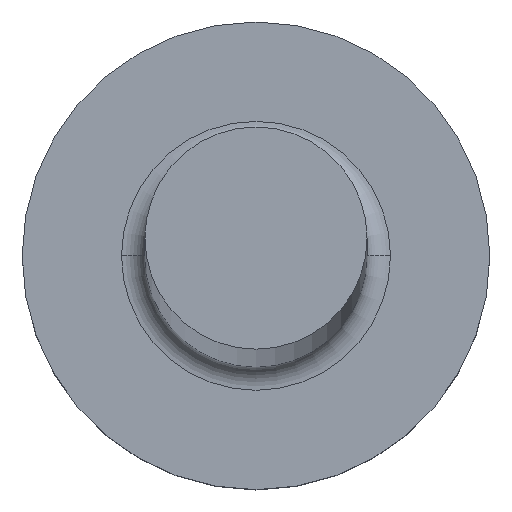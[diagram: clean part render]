
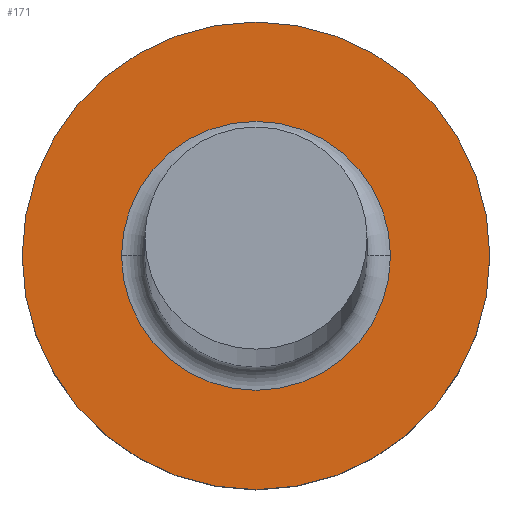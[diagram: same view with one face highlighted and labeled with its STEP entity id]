
A CAD part, top view. The second image highlights one B-rep face of the part: STEP entity #171.
In plain terms, the highlighted planar face has unit normal (0, 0, 1).
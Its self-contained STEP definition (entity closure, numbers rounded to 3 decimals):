
#20 = CARTESIAN_POINT ( 'NONE',  ( 0., 0., 1.5 ) ) ;
#21 = DIRECTION ( 'NONE',  ( 1., 0., 0. ) ) ;
#33 = CIRCLE ( 'NONE', #205, 1.15 ) ;
#35 = CIRCLE ( 'NONE', #283, 2. ) ;
#64 = FACE_BOUND ( 'NONE', #101, .T. ) ;
#66 = DIRECTION ( 'NONE',  ( 0., 0., 1. ) ) ;
#67 = AXIS2_PLACEMENT_3D ( 'NONE', #273, #248, #128 ) ;
#73 = ORIENTED_EDGE ( 'NONE', *, *, #137, .T. ) ;
#77 = ORIENTED_EDGE ( 'NONE', *, *, #247, .T. ) ;
#79 = VERTEX_POINT ( 'NONE', #227 ) ;
#80 = PLANE ( 'NONE',  #67 ) ;
#84 = DIRECTION ( 'NONE',  ( 0., 0., -1. ) ) ;
#87 = DIRECTION ( 'NONE',  ( 1., 0., 0. ) ) ;
#89 = CARTESIAN_POINT ( 'NONE',  ( 0., 0., 1.5 ) ) ;
#95 = VERTEX_POINT ( 'NONE', #107 ) ;
#101 = EDGE_LOOP ( 'NONE', ( #220, #73 ) ) ;
#107 = CARTESIAN_POINT ( 'NONE',  ( -2., 0., 1.5 ) ) ;
#116 = DIRECTION ( 'NONE',  ( 1., 0., 0. ) ) ;
#126 = ORIENTED_EDGE ( 'NONE', *, *, #242, .T. ) ;
#128 = DIRECTION ( 'NONE',  ( 1., 0., 0. ) ) ;
#130 = VERTEX_POINT ( 'NONE', #301 ) ;
#137 = EDGE_CURVE ( 'NONE', #79, #150, #33, .T. ) ;
#138 = CARTESIAN_POINT ( 'NONE',  ( 0., 0., 1.5 ) ) ;
#150 = VERTEX_POINT ( 'NONE', #175 ) ;
#156 = FACE_OUTER_BOUND ( 'NONE', #289, .T. ) ;
#158 = DIRECTION ( 'NONE',  ( 1., 0., 0. ) ) ;
#160 = DIRECTION ( 'NONE',  ( 0., 0., 1. ) ) ;
#171 = ADVANCED_FACE ( 'NONE', ( #64, #156 ), #80, .T. ) ;
#175 = CARTESIAN_POINT ( 'NONE',  ( 1.15, 0., 1.5 ) ) ;
#205 = AXIS2_PLACEMENT_3D ( 'NONE', #297, #84, #87 ) ;
#207 = AXIS2_PLACEMENT_3D ( 'NONE', #20, #212, #21 ) ;
#212 = DIRECTION ( 'NONE',  ( 0., 0., -1. ) ) ;
#213 = AXIS2_PLACEMENT_3D ( 'NONE', #138, #66, #158 ) ;
#220 = ORIENTED_EDGE ( 'NONE', *, *, #304, .T. ) ;
#227 = CARTESIAN_POINT ( 'NONE',  ( -1.15, 0., 1.5 ) ) ;
#242 = EDGE_CURVE ( 'NONE', #95, #130, #35, .T. ) ;
#247 = EDGE_CURVE ( 'NONE', #130, #95, #250, .T. ) ;
#248 = DIRECTION ( 'NONE',  ( 0., 0., 1. ) ) ;
#250 = CIRCLE ( 'NONE', #213, 2. ) ;
#257 = CIRCLE ( 'NONE', #207, 1.15 ) ;
#273 = CARTESIAN_POINT ( 'NONE',  ( 0., 0., 1.5 ) ) ;
#283 = AXIS2_PLACEMENT_3D ( 'NONE', #89, #160, #116 ) ;
#289 = EDGE_LOOP ( 'NONE', ( #126, #77 ) ) ;
#297 = CARTESIAN_POINT ( 'NONE',  ( 0., 0., 1.5 ) ) ;
#301 = CARTESIAN_POINT ( 'NONE',  ( 2., 0., 1.5 ) ) ;
#304 = EDGE_CURVE ( 'NONE', #150, #79, #257, .T. ) ;
